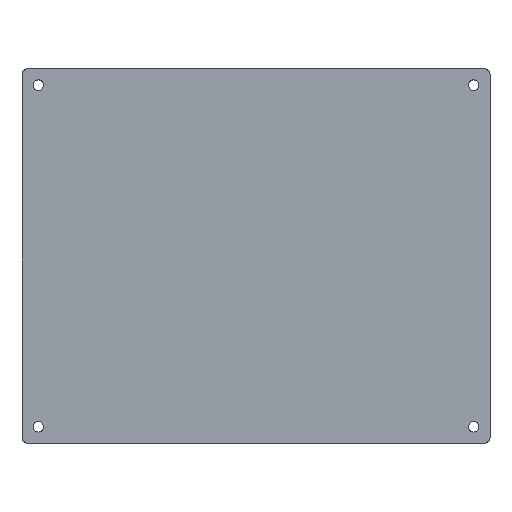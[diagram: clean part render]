
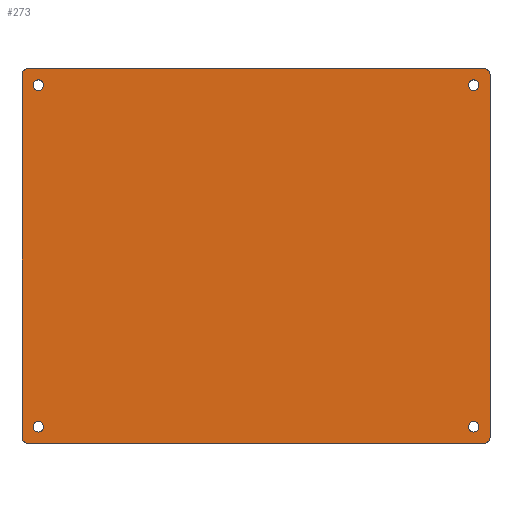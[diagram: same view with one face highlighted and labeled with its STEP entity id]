
A CAD part, top view. The second image highlights one B-rep face of the part: STEP entity #273.
In plain terms, the highlighted planar face has unit normal (0, 0, 1).
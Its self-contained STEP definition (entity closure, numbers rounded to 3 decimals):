
#15=FACE_BOUND('',#56,.T.);
#16=FACE_BOUND('',#57,.T.);
#17=FACE_BOUND('',#58,.T.);
#18=FACE_BOUND('',#59,.T.);
#27=PLANE('',#326);
#41=FACE_OUTER_BOUND('',#55,.T.);
#55=EDGE_LOOP('',(#229,#230,#231,#232,#233,#234,#235,#236));
#56=EDGE_LOOP('',(#237));
#57=EDGE_LOOP('',(#238));
#58=EDGE_LOOP('',(#239));
#59=EDGE_LOOP('',(#240));
#71=LINE('',#442,#91);
#75=LINE('',#454,#95);
#79=LINE('',#466,#99);
#83=LINE('',#478,#103);
#91=VECTOR('',#362,10.);
#95=VECTOR('',#374,10.);
#99=VECTOR('',#386,10.);
#103=VECTOR('',#398,10.);
#105=CIRCLE('',#299,2.25);
#107=CIRCLE('',#302,2.25);
#109=CIRCLE('',#305,2.25);
#111=CIRCLE('',#308,2.25);
#114=CIRCLE('',#313,2.5);
#116=CIRCLE('',#317,2.5);
#118=CIRCLE('',#321,2.5);
#120=CIRCLE('',#325,2.5);
#121=VERTEX_POINT('',#412);
#123=VERTEX_POINT('',#418);
#125=VERTEX_POINT('',#424);
#127=VERTEX_POINT('',#430);
#131=VERTEX_POINT('',#439);
#132=VERTEX_POINT('',#441);
#134=VERTEX_POINT('',#447);
#136=VERTEX_POINT('',#453);
#138=VERTEX_POINT('',#459);
#140=VERTEX_POINT('',#465);
#142=VERTEX_POINT('',#471);
#144=VERTEX_POINT('',#477);
#145=EDGE_CURVE('',#121,#121,#105,.T.);
#148=EDGE_CURVE('',#123,#123,#107,.T.);
#151=EDGE_CURVE('',#125,#125,#109,.T.);
#154=EDGE_CURVE('',#127,#127,#111,.T.);
#159=EDGE_CURVE('',#132,#131,#71,.T.);
#162=EDGE_CURVE('',#134,#132,#114,.T.);
#165=EDGE_CURVE('',#136,#134,#75,.T.);
#168=EDGE_CURVE('',#138,#136,#116,.T.);
#171=EDGE_CURVE('',#140,#138,#79,.T.);
#174=EDGE_CURVE('',#142,#140,#118,.T.);
#177=EDGE_CURVE('',#144,#142,#83,.T.);
#180=EDGE_CURVE('',#131,#144,#120,.T.);
#229=ORIENTED_EDGE('',*,*,#180,.T.);
#230=ORIENTED_EDGE('',*,*,#177,.T.);
#231=ORIENTED_EDGE('',*,*,#174,.T.);
#232=ORIENTED_EDGE('',*,*,#171,.T.);
#233=ORIENTED_EDGE('',*,*,#168,.T.);
#234=ORIENTED_EDGE('',*,*,#165,.T.);
#235=ORIENTED_EDGE('',*,*,#162,.T.);
#236=ORIENTED_EDGE('',*,*,#159,.T.);
#237=ORIENTED_EDGE('',*,*,#154,.T.);
#238=ORIENTED_EDGE('',*,*,#151,.T.);
#239=ORIENTED_EDGE('',*,*,#148,.T.);
#240=ORIENTED_EDGE('',*,*,#145,.T.);
#273=ADVANCED_FACE('',(#41,#15,#16,#17,#18),#27,.T.);
#299=AXIS2_PLACEMENT_3D('',#413,#332,#333);
#302=AXIS2_PLACEMENT_3D('',#419,#339,#340);
#305=AXIS2_PLACEMENT_3D('',#425,#346,#347);
#308=AXIS2_PLACEMENT_3D('',#431,#353,#354);
#313=AXIS2_PLACEMENT_3D('',#448,#368,#369);
#317=AXIS2_PLACEMENT_3D('',#460,#380,#381);
#321=AXIS2_PLACEMENT_3D('',#472,#392,#393);
#325=AXIS2_PLACEMENT_3D('',#482,#404,#405);
#326=AXIS2_PLACEMENT_3D('',#483,#406,#407);
#332=DIRECTION('center_axis',(0.,0.,-1.));
#333=DIRECTION('ref_axis',(-1.,0.,0.));
#339=DIRECTION('center_axis',(0.,0.,-1.));
#340=DIRECTION('ref_axis',(-1.,0.,0.));
#346=DIRECTION('center_axis',(0.,0.,-1.));
#347=DIRECTION('ref_axis',(-1.,0.,0.));
#353=DIRECTION('center_axis',(0.,0.,-1.));
#354=DIRECTION('ref_axis',(-1.,0.,0.));
#362=DIRECTION('',(1.,0.,0.));
#368=DIRECTION('center_axis',(0.,0.,1.));
#369=DIRECTION('ref_axis',(-1.,0.,0.));
#374=DIRECTION('',(0.,-1.,0.));
#380=DIRECTION('center_axis',(0.,0.,1.));
#381=DIRECTION('ref_axis',(0.,1.,0.));
#386=DIRECTION('',(-1.,0.,0.));
#392=DIRECTION('center_axis',(0.,0.,1.));
#393=DIRECTION('ref_axis',(1.,0.,0.));
#398=DIRECTION('',(0.,1.,0.));
#404=DIRECTION('center_axis',(0.,0.,1.));
#405=DIRECTION('ref_axis',(0.,-1.,0.));
#406=DIRECTION('center_axis',(0.,0.,1.));
#407=DIRECTION('ref_axis',(1.,0.,0.));
#412=CARTESIAN_POINT('',(95.25,-73.,3.));
#413=CARTESIAN_POINT('Origin',(93.,-73.,3.));
#418=CARTESIAN_POINT('',(95.25,73.,3.));
#419=CARTESIAN_POINT('Origin',(93.,73.,3.));
#424=CARTESIAN_POINT('',(-90.75,-73.,3.));
#425=CARTESIAN_POINT('Origin',(-93.,-73.,3.));
#430=CARTESIAN_POINT('',(-90.75,73.,3.));
#431=CARTESIAN_POINT('Origin',(-93.,73.,3.));
#439=CARTESIAN_POINT('',(97.5,-80.,3.));
#441=CARTESIAN_POINT('',(-97.5,-80.,3.));
#442=CARTESIAN_POINT('',(-97.5,-80.,3.));
#447=CARTESIAN_POINT('',(-100.,-77.5,3.));
#448=CARTESIAN_POINT('Origin',(-97.5,-77.5,3.));
#453=CARTESIAN_POINT('',(-100.,77.5,3.));
#454=CARTESIAN_POINT('',(-100.,77.5,3.));
#459=CARTESIAN_POINT('',(-97.5,80.,3.));
#460=CARTESIAN_POINT('Origin',(-97.5,77.5,3.));
#465=CARTESIAN_POINT('',(97.5,80.,3.));
#466=CARTESIAN_POINT('',(97.5,80.,3.));
#471=CARTESIAN_POINT('',(100.,77.5,3.));
#472=CARTESIAN_POINT('Origin',(97.5,77.5,3.));
#477=CARTESIAN_POINT('',(100.,-77.5,3.));
#478=CARTESIAN_POINT('',(100.,-77.5,3.));
#482=CARTESIAN_POINT('Origin',(97.5,-77.5,3.));
#483=CARTESIAN_POINT('Origin',(0.,0.,3.));
